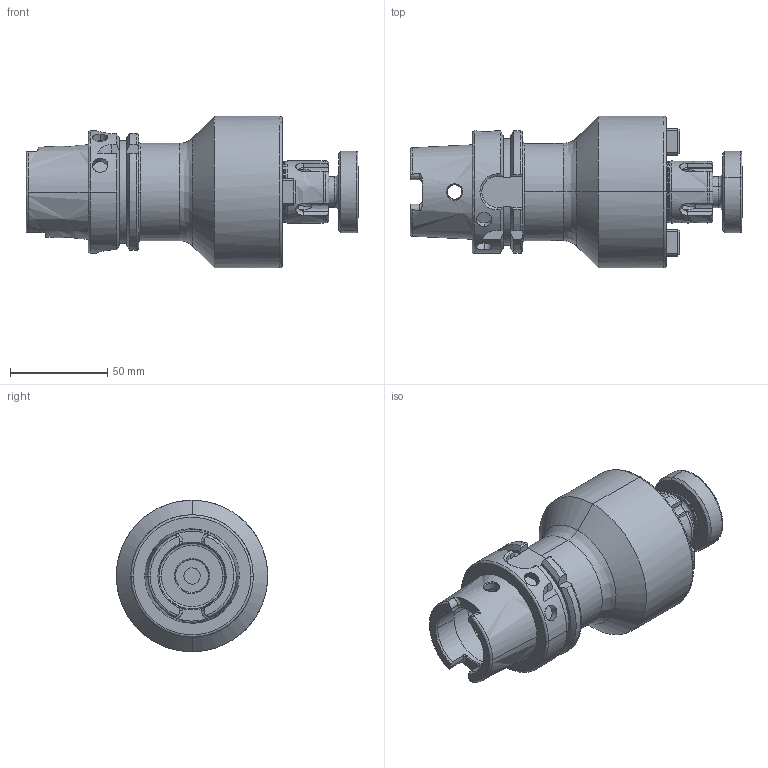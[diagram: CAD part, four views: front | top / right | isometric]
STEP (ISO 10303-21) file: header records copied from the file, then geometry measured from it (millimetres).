
FILE_DESCRIPTION (( 'STEP AP214' ), '1' );
FILE_NAME ('9163A-AS532100.STEP', '2020-07-20T06:12:47', ( '' ), ( '' ), 'SwSTEP 2.0', 'SolidWorks 2018', '' );
FILE_SCHEMA (( 'AUTOMOTIVE_DESIGN' ));
Length unit declared in the file: millimetre
Products named in the file (5): PLUG KEY 14-32.IGS; CCS-M16-32-2.IGS; CCS-M16-32.IGS; HSKA63SMS32100TCWW.IGS; 9163A-AS532100
Assembly tree (5 placements, depth 2):
  9163A-AS532100
    HSKA63SMS32100TCWW.IGS
    CCS-M16-32.IGS
    CCS-M16-32-2.IGS
    PLUG KEY 14-32.IGS  x2
Bounding box: 170.95 x 77.92 x 78 mm (x, y, z)
Volume: 369788.2 mm3; surface area: 58646.3 mm2
Topology: 5 solids, 5 shells, 365 faces, 918 edges, 564 vertices
Faces by surface type: bspline 365
Entity records: 17452 total; most frequent: CARTESIAN_POINT 11879, ORIENTED_EDGE 1640, EDGE_CURVE 820, B_SPLINE_CURVE_WITH_KNOTS 587, VERTEX_POINT 508, EDGE_LOOP 354, ADVANCED_FACE 329, FACE_OUTER_BOUND 329
